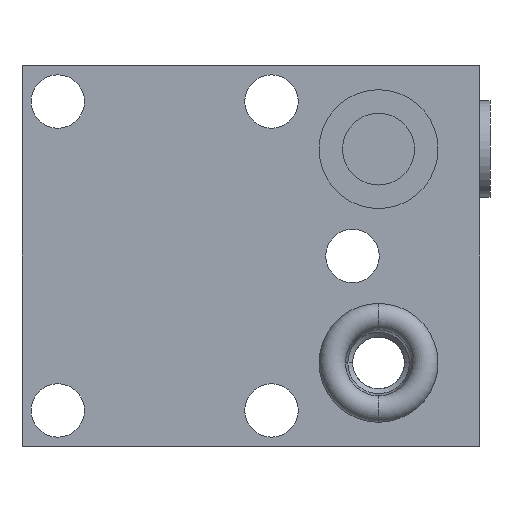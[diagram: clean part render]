
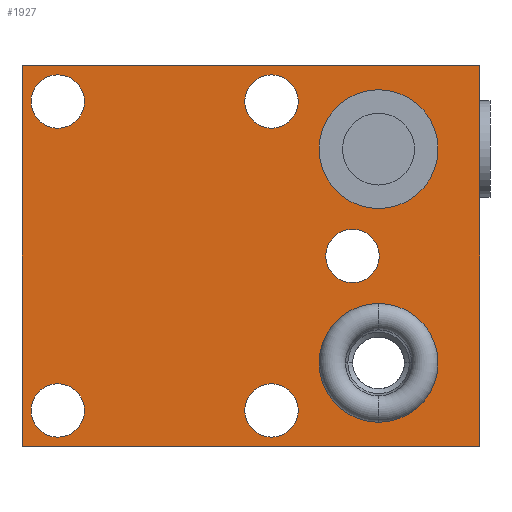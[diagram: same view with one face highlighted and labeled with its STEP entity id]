
A CAD part, left-side view. The second image highlights one B-rep face of the part: STEP entity #1927.
In plain terms, the highlighted planar face has unit normal (-1, 0, 0).
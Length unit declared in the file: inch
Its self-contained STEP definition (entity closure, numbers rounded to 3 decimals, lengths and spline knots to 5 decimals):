
#599=DIRECTION('',(0.,-1.,0.));
#600=VECTOR('',#599,2.406);
#601=CARTESIAN_POINT('',(-1.25,0.75,1.));
#602=LINE('',#601,#600);
#603=DIRECTION('',(0.,0.,-1.));
#604=VECTOR('',#603,2.);
#605=CARTESIAN_POINT('',(-1.25,-1.656,1.));
#606=LINE('',#605,#604);
#607=DIRECTION('',(0.,1.,0.));
#608=VECTOR('',#607,2.406);
#609=CARTESIAN_POINT('',(-1.25,-1.656,-1.));
#610=LINE('',#609,#608);
#611=DIRECTION('',(0.,0.,1.));
#612=VECTOR('',#611,2.);
#613=CARTESIAN_POINT('',(-1.25,0.75,-1.));
#614=LINE('',#613,#612);
#615=CARTESIAN_POINT('',(-1.25,0.562,0.812));
#616=DIRECTION('',(-1.,0.,0.));
#617=DIRECTION('',(0.,-1.,0.));
#618=AXIS2_PLACEMENT_3D('',#615,#616,#617);
#620=CARTESIAN_POINT('',(-1.25,0.562,0.812));
#621=DIRECTION('',(-1.,0.,0.));
#622=DIRECTION('',(0.,1.,0.));
#623=AXIS2_PLACEMENT_3D('',#620,#621,#622);
#625=CARTESIAN_POINT('',(-1.25,0.562,-0.812));
#626=DIRECTION('',(-1.,0.,0.));
#627=DIRECTION('',(0.,-1.,0.));
#628=AXIS2_PLACEMENT_3D('',#625,#626,#627);
#630=CARTESIAN_POINT('',(-1.25,0.562,-0.812));
#631=DIRECTION('',(-1.,0.,0.));
#632=DIRECTION('',(0.,1.,0.));
#633=AXIS2_PLACEMENT_3D('',#630,#631,#632);
#635=CARTESIAN_POINT('',(-1.25,-0.562,0.812));
#636=DIRECTION('',(-1.,0.,0.));
#637=DIRECTION('',(0.,-1.,0.));
#638=AXIS2_PLACEMENT_3D('',#635,#636,#637);
#640=CARTESIAN_POINT('',(-1.25,-0.562,0.812));
#641=DIRECTION('',(-1.,0.,0.));
#642=DIRECTION('',(0.,1.,0.));
#643=AXIS2_PLACEMENT_3D('',#640,#641,#642);
#645=CARTESIAN_POINT('',(-1.25,-0.562,-0.812));
#646=DIRECTION('',(-1.,0.,0.));
#647=DIRECTION('',(0.,-1.,0.));
#648=AXIS2_PLACEMENT_3D('',#645,#646,#647);
#650=CARTESIAN_POINT('',(-1.25,-0.562,-0.812));
#651=DIRECTION('',(-1.,0.,0.));
#652=DIRECTION('',(0.,1.,0.));
#653=AXIS2_PLACEMENT_3D('',#650,#651,#652);
#655=CARTESIAN_POINT('',(-1.25,-0.988,0.));
#656=DIRECTION('',(-1.,0.,0.));
#657=DIRECTION('',(0.,-1.,0.));
#658=AXIS2_PLACEMENT_3D('',#655,#656,#657);
#660=CARTESIAN_POINT('',(-1.25,-0.988,0.));
#661=DIRECTION('',(-1.,0.,0.));
#662=DIRECTION('',(0.,1.,0.));
#663=AXIS2_PLACEMENT_3D('',#660,#661,#662);
#665=CARTESIAN_POINT('',(-1.25,-1.125,0.562));
#666=DIRECTION('',(1.,0.,0.));
#667=DIRECTION('',(0.,1.,0.));
#668=AXIS2_PLACEMENT_3D('',#665,#666,#667);
#670=CARTESIAN_POINT('',(-1.25,-1.125,0.562));
#671=DIRECTION('',(1.,0.,0.));
#672=DIRECTION('',(0.,-1.,0.));
#673=AXIS2_PLACEMENT_3D('',#670,#671,#672);
#675=CARTESIAN_POINT('',(-1.25,-1.125,-0.562));
#676=DIRECTION('',(1.,0.,0.));
#677=DIRECTION('',(0.,1.,0.));
#678=AXIS2_PLACEMENT_3D('',#675,#676,#677);
#680=CARTESIAN_POINT('',(-1.25,-1.125,-0.562));
#681=DIRECTION('',(1.,0.,0.));
#682=DIRECTION('',(0.,-1.,0.));
#683=AXIS2_PLACEMENT_3D('',#680,#681,#682);
#1012=CARTESIAN_POINT('',(-1.25,0.75,1.));
#1013=CARTESIAN_POINT('',(-1.25,-1.656,1.));
#1014=VERTEX_POINT('',#1012);
#1015=VERTEX_POINT('',#1013);
#1016=CARTESIAN_POINT('',(-1.25,-1.656,-1.));
#1017=VERTEX_POINT('',#1016);
#1018=CARTESIAN_POINT('',(-1.25,0.75,-1.));
#1019=VERTEX_POINT('',#1018);
#1040=CARTESIAN_POINT('',(-1.25,0.4215,0.812));
#1041=CARTESIAN_POINT('',(-1.25,0.7025,0.812));
#1042=VERTEX_POINT('',#1040);
#1043=VERTEX_POINT('',#1041);
#1052=CARTESIAN_POINT('',(-1.25,-0.8125,0.562));
#1053=CARTESIAN_POINT('',(-1.25,-1.4375,0.562));
#1054=VERTEX_POINT('',#1052);
#1055=VERTEX_POINT('',#1053);
#1060=CARTESIAN_POINT('',(-1.25,-0.8125,-0.562));
#1061=CARTESIAN_POINT('',(-1.25,-1.4375,-0.562));
#1062=VERTEX_POINT('',#1060);
#1063=VERTEX_POINT('',#1061);
#1178=CARTESIAN_POINT('',(-1.25,0.4215,-0.812));
#1179=CARTESIAN_POINT('',(-1.25,0.7025,-0.812));
#1180=VERTEX_POINT('',#1178);
#1181=VERTEX_POINT('',#1179);
#1186=CARTESIAN_POINT('',(-1.25,-0.7025,0.812));
#1187=CARTESIAN_POINT('',(-1.25,-0.4215,0.812));
#1188=VERTEX_POINT('',#1186);
#1189=VERTEX_POINT('',#1187);
#1194=CARTESIAN_POINT('',(-1.25,-0.7025,-0.812));
#1195=CARTESIAN_POINT('',(-1.25,-0.4215,-0.812));
#1196=VERTEX_POINT('',#1194);
#1197=VERTEX_POINT('',#1195);
#1202=CARTESIAN_POINT('',(-1.25,-1.1285,0.));
#1203=CARTESIAN_POINT('',(-1.25,-0.8475,0.));
#1204=VERTEX_POINT('',#1202);
#1205=VERTEX_POINT('',#1203);
#1874=CARTESIAN_POINT('',(-1.25,0.,0.));
#1875=DIRECTION('',(1.,0.,0.));
#1876=DIRECTION('',(0.,0.,-1.));
#1877=AXIS2_PLACEMENT_3D('',#1874,#1875,#1876);
#1878=PLANE('',#1877);
#1879=ORIENTED_EDGE('',*,*,#1814,.T.);
#1880=ORIENTED_EDGE('',*,*,#1829,.T.);
#1881=ORIENTED_EDGE('',*,*,#1855,.T.);
#1882=ORIENTED_EDGE('',*,*,#1868,.T.);
#1883=EDGE_LOOP('',(#1879,#1880,#1881,#1882));
#1884=FACE_OUTER_BOUND('',#1883,.F.);
#1886=ORIENTED_EDGE('',*,*,#1885,.T.);
#1888=ORIENTED_EDGE('',*,*,#1887,.T.);
#1889=EDGE_LOOP('',(#1886,#1888));
#1890=FACE_BOUND('',#1889,.F.);
#1892=ORIENTED_EDGE('',*,*,#1891,.T.);
#1894=ORIENTED_EDGE('',*,*,#1893,.T.);
#1895=EDGE_LOOP('',(#1892,#1894));
#1896=FACE_BOUND('',#1895,.F.);
#1898=ORIENTED_EDGE('',*,*,#1897,.T.);
#1900=ORIENTED_EDGE('',*,*,#1899,.T.);
#1901=EDGE_LOOP('',(#1898,#1900));
#1902=FACE_BOUND('',#1901,.F.);
#1904=ORIENTED_EDGE('',*,*,#1903,.T.);
#1906=ORIENTED_EDGE('',*,*,#1905,.T.);
#1907=EDGE_LOOP('',(#1904,#1906));
#1908=FACE_BOUND('',#1907,.F.);
#1910=ORIENTED_EDGE('',*,*,#1909,.T.);
#1912=ORIENTED_EDGE('',*,*,#1911,.T.);
#1913=EDGE_LOOP('',(#1910,#1912));
#1914=FACE_BOUND('',#1913,.F.);
#1916=ORIENTED_EDGE('',*,*,#1915,.F.);
#1918=ORIENTED_EDGE('',*,*,#1917,.F.);
#1919=EDGE_LOOP('',(#1916,#1918));
#1920=FACE_BOUND('',#1919,.F.);
#1922=ORIENTED_EDGE('',*,*,#1921,.F.);
#1924=ORIENTED_EDGE('',*,*,#1923,.F.);
#1925=EDGE_LOOP('',(#1922,#1924));
#1926=FACE_BOUND('',#1925,.F.);
#1927=ADVANCED_FACE('',(#1884,#1890,#1896,#1902,#1908,#1914,#1920,#1926),#1878,
.F.);
#619=CIRCLE('',#618,0.1405);
#624=CIRCLE('',#623,0.1405);
#629=CIRCLE('',#628,0.1405);
#634=CIRCLE('',#633,0.1405);
#639=CIRCLE('',#638,0.1405);
#644=CIRCLE('',#643,0.1405);
#649=CIRCLE('',#648,0.1405);
#654=CIRCLE('',#653,0.1405);
#659=CIRCLE('',#658,0.1405);
#664=CIRCLE('',#663,0.1405);
#669=CIRCLE('',#668,0.3125);
#674=CIRCLE('',#673,0.3125);
#679=CIRCLE('',#678,0.3125);
#684=CIRCLE('',#683,0.3125);
#1814=EDGE_CURVE('',#1014,#1015,#602,.T.);
#1829=EDGE_CURVE('',#1015,#1017,#606,.T.);
#1855=EDGE_CURVE('',#1017,#1019,#610,.T.);
#1868=EDGE_CURVE('',#1019,#1014,#614,.T.);
#1885=EDGE_CURVE('',#1042,#1043,#619,.T.);
#1887=EDGE_CURVE('',#1043,#1042,#624,.T.);
#1891=EDGE_CURVE('',#1180,#1181,#629,.T.);
#1893=EDGE_CURVE('',#1181,#1180,#634,.T.);
#1897=EDGE_CURVE('',#1188,#1189,#639,.T.);
#1899=EDGE_CURVE('',#1189,#1188,#644,.T.);
#1903=EDGE_CURVE('',#1196,#1197,#649,.T.);
#1905=EDGE_CURVE('',#1197,#1196,#654,.T.);
#1909=EDGE_CURVE('',#1204,#1205,#659,.T.);
#1911=EDGE_CURVE('',#1205,#1204,#664,.T.);
#1915=EDGE_CURVE('',#1054,#1055,#669,.T.);
#1917=EDGE_CURVE('',#1055,#1054,#674,.T.);
#1921=EDGE_CURVE('',#1062,#1063,#679,.T.);
#1923=EDGE_CURVE('',#1063,#1062,#684,.T.);
